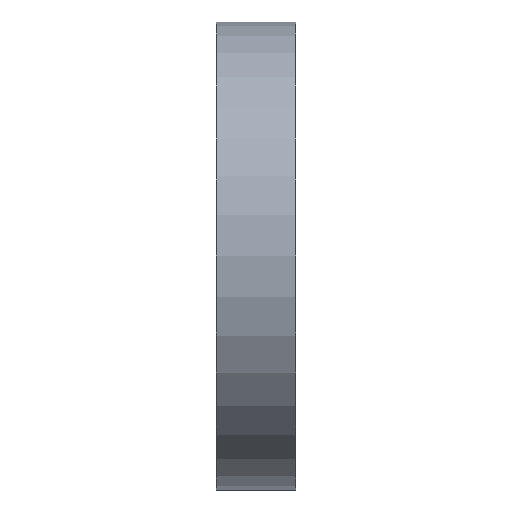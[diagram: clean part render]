
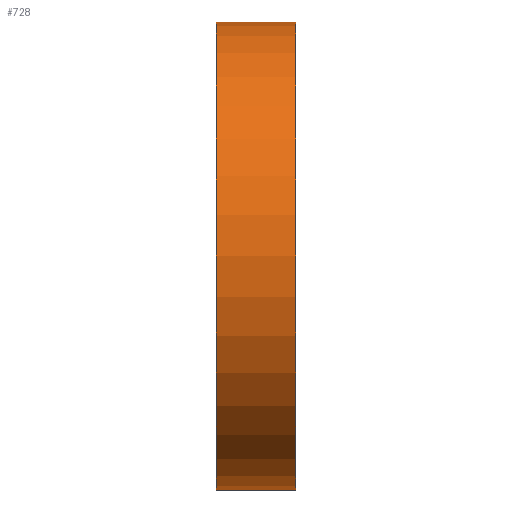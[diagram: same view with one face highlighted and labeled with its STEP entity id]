
A CAD part, left-side view. The second image highlights one B-rep face of the part: STEP entity #728.
In plain terms, the highlighted cylindrical face has radius 12.696 mm (diameter 25.392 mm), a partial arc.
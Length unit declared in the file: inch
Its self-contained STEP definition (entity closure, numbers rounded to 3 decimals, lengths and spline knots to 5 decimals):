
#22 = VECTOR ( 'NONE', #651, 39.37008 ) ;
#102 = FACE_OUTER_BOUND ( 'NONE', #667, .T. ) ;
#119 = AXIS2_PLACEMENT_3D ( 'NONE', #452, #441, #514 ) ;
#174 = CIRCLE ( 'NONE', #969, 0.49985 ) ;
#324 = CARTESIAN_POINT ( 'NONE',  ( 0., 0.17, -0.49985 ) ) ;
#332 = DIRECTION ( 'NONE',  ( 0., -1., 0. ) ) ;
#362 = VERTEX_POINT ( 'NONE', #690 ) ;
#441 = DIRECTION ( 'NONE',  ( 0., -1., 0. ) ) ;
#452 = CARTESIAN_POINT ( 'NONE',  ( 0., 0.17, 0. ) ) ;
#482 = CYLINDRICAL_SURFACE ( 'NONE', #119, 0.49985 ) ;
#499 = CARTESIAN_POINT ( 'NONE',  ( 0., 0., 0.49985 ) ) ;
#505 = LINE ( 'NONE', #912, #22 ) ;
#514 = DIRECTION ( 'NONE',  ( 0., 0., -1. ) ) ;
#651 = DIRECTION ( 'NONE',  ( 0., -1., 0. ) ) ;
#667 = EDGE_LOOP ( 'NONE', ( #676, #1610, #774, #1122 ) ) ;
#676 = ORIENTED_EDGE ( 'NONE', *, *, #1533, .F. ) ;
#690 = CARTESIAN_POINT ( 'NONE',  ( 0., 0., -0.49985 ) ) ;
#697 = VERTEX_POINT ( 'NONE', #499 ) ;
#728 = ADVANCED_FACE ( 'NONE', ( #102 ), #482, .T. ) ;
#765 = DIRECTION ( 'NONE',  ( 0., 0., 1. ) ) ;
#770 = DIRECTION ( 'NONE',  ( 0., 1., 0. ) ) ;
#773 = CARTESIAN_POINT ( 'NONE',  ( 0., 0.17, 0. ) ) ;
#774 = ORIENTED_EDGE ( 'NONE', *, *, #818, .T. ) ;
#818 = EDGE_CURVE ( 'NONE', #1435, #362, #1379, .T. ) ;
#850 = AXIS2_PLACEMENT_3D ( 'NONE', #773, #770, #765 ) ;
#912 = CARTESIAN_POINT ( 'NONE',  ( 0., 0.17, 0.49985 ) ) ;
#969 = AXIS2_PLACEMENT_3D ( 'NONE', #1350, #1078, #1089 ) ;
#1078 = DIRECTION ( 'NONE',  ( 0., 1., 0. ) ) ;
#1083 = CARTESIAN_POINT ( 'NONE',  ( 0., 0.17, 0.49985 ) ) ;
#1089 = DIRECTION ( 'NONE',  ( 0., 0., 1. ) ) ;
#1122 = ORIENTED_EDGE ( 'NONE', *, *, #1485, .T. ) ;
#1130 = CARTESIAN_POINT ( 'NONE',  ( 0., 0.17, -0.49985 ) ) ;
#1336 = VERTEX_POINT ( 'NONE', #1083 ) ;
#1345 = CIRCLE ( 'NONE', #850, 0.49985 ) ;
#1348 = VECTOR ( 'NONE', #332, 39.37008 ) ;
#1350 = CARTESIAN_POINT ( 'NONE',  ( 0., 0., 0. ) ) ;
#1379 = LINE ( 'NONE', #324, #1348 ) ;
#1435 = VERTEX_POINT ( 'NONE', #1130 ) ;
#1485 = EDGE_CURVE ( 'NONE', #362, #697, #174, .T. ) ;
#1533 = EDGE_CURVE ( 'NONE', #1336, #697, #505, .T. ) ;
#1610 = ORIENTED_EDGE ( 'NONE', *, *, #1685, .F. ) ;
#1685 = EDGE_CURVE ( 'NONE', #1435, #1336, #1345, .T. ) ;
